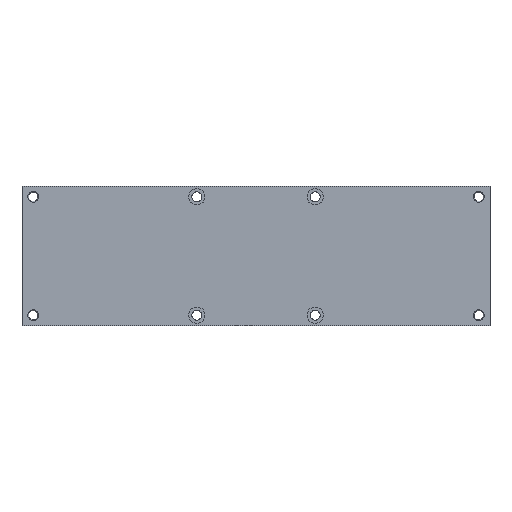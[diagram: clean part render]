
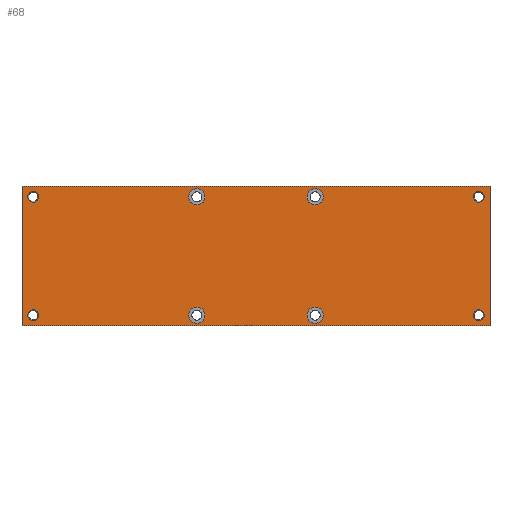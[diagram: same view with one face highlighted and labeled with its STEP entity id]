
A CAD part, top view. The second image highlights one B-rep face of the part: STEP entity #68.
In plain terms, the highlighted planar face has unit normal (0, 0, 1).
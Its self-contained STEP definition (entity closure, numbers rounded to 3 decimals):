
#68 = ADVANCED_FACE( '', ( #159, #160, #161, #162, #163, #164, #165, #166, #167 ), #168, .F. );
#159 = FACE_BOUND( '', #296, .T. );
#160 = FACE_BOUND( '', #297, .T. );
#161 = FACE_BOUND( '', #298, .T. );
#162 = FACE_BOUND( '', #299, .T. );
#163 = FACE_BOUND( '', #300, .T. );
#164 = FACE_BOUND( '', #301, .T. );
#165 = FACE_BOUND( '', #302, .T. );
#166 = FACE_BOUND( '', #303, .T. );
#167 = FACE_OUTER_BOUND( '', #304, .T. );
#168 = PLANE( '', #305 );
#296 = EDGE_LOOP( '', ( #441 ) );
#297 = EDGE_LOOP( '', ( #442 ) );
#298 = EDGE_LOOP( '', ( #443 ) );
#299 = EDGE_LOOP( '', ( #444 ) );
#300 = EDGE_LOOP( '', ( #445 ) );
#301 = EDGE_LOOP( '', ( #446 ) );
#302 = EDGE_LOOP( '', ( #447 ) );
#303 = EDGE_LOOP( '', ( #448 ) );
#304 = EDGE_LOOP( '', ( #449, #450, #451, #452 ) );
#305 = AXIS2_PLACEMENT_3D( '', #453, #454, #455 );
#441 = ORIENTED_EDGE( '', *, *, #628, .T. );
#442 = ORIENTED_EDGE( '', *, *, #629, .F. );
#443 = ORIENTED_EDGE( '', *, *, #613, .F. );
#444 = ORIENTED_EDGE( '', *, *, #625, .T. );
#445 = ORIENTED_EDGE( '', *, *, #630, .T. );
#446 = ORIENTED_EDGE( '', *, *, #610, .F. );
#447 = ORIENTED_EDGE( '', *, *, #631, .F. );
#448 = ORIENTED_EDGE( '', *, *, #632, .T. );
#449 = ORIENTED_EDGE( '', *, *, #633, .F. );
#450 = ORIENTED_EDGE( '', *, *, #634, .F. );
#451 = ORIENTED_EDGE( '', *, *, #635, .F. );
#452 = ORIENTED_EDGE( '', *, *, #636, .F. );
#453 = CARTESIAN_POINT( '', ( -261., 78., 15.5 ) );
#454 = DIRECTION( '', ( 0., 0., -1. ) );
#455 = DIRECTION( '', ( 0., 1., 0. ) );
#610 = EDGE_CURVE( '', #686, #686, #687, .T. );
#613 = EDGE_CURVE( '', #691, #691, #692, .T. );
#625 = EDGE_CURVE( '', #711, #711, #712, .T. );
#628 = EDGE_CURVE( '', #716, #716, #717, .T. );
#629 = EDGE_CURVE( '', #718, #718, #719, .T. );
#630 = EDGE_CURVE( '', #720, #720, #721, .T. );
#631 = EDGE_CURVE( '', #722, #722, #723, .T. );
#632 = EDGE_CURVE( '', #724, #724, #725, .T. );
#633 = EDGE_CURVE( '', #726, #727, #728, .T. );
#634 = EDGE_CURVE( '', #729, #726, #730, .T. );
#635 = EDGE_CURVE( '', #731, #729, #732, .T. );
#636 = EDGE_CURVE( '', #727, #731, #733, .T. );
#686 = VERTEX_POINT( '', #800 );
#687 = CIRCLE( '', #801, 6. );
#691 = VERTEX_POINT( '', #805 );
#692 = CIRCLE( '', #806, 9. );
#711 = VERTEX_POINT( '', #825 );
#712 = CIRCLE( '', #826, 9. );
#716 = VERTEX_POINT( '', #830 );
#717 = CIRCLE( '', #831, 9. );
#718 = VERTEX_POINT( '', #832 );
#719 = CIRCLE( '', #833, 9. );
#720 = VERTEX_POINT( '', #834 );
#721 = CIRCLE( '', #835, 6. );
#722 = VERTEX_POINT( '', #836 );
#723 = CIRCLE( '', #837, 6. );
#724 = VERTEX_POINT( '', #838 );
#725 = CIRCLE( '', #839, 6. );
#726 = VERTEX_POINT( '', #840 );
#727 = VERTEX_POINT( '', #841 );
#728 = LINE( '', #842, #843 );
#729 = VERTEX_POINT( '', #844 );
#730 = LINE( '', #845, #846 );
#731 = VERTEX_POINT( '', #847 );
#732 = LINE( '', #848, #849 );
#733 = LINE( '', #850, #851 );
#800 = CARTESIAN_POINT( '', ( 254.5, -66., 15.5 ) );
#801 = AXIS2_PLACEMENT_3D( '', #926, #927, #928 );
#805 = CARTESIAN_POINT( '', ( -75., 66., 15.5 ) );
#806 = AXIS2_PLACEMENT_3D( '', #932, #933, #934 );
#825 = CARTESIAN_POINT( '', ( 75., 66., 15.5 ) );
#826 = AXIS2_PLACEMENT_3D( '', #956, #957, #958 );
#830 = CARTESIAN_POINT( '', ( -75., -66., 15.5 ) );
#831 = AXIS2_PLACEMENT_3D( '', #962, #963, #964 );
#832 = CARTESIAN_POINT( '', ( 75., -66., 15.5 ) );
#833 = AXIS2_PLACEMENT_3D( '', #965, #966, #967 );
#834 = CARTESIAN_POINT( '', ( -254.5, -66., 15.5 ) );
#835 = AXIS2_PLACEMENT_3D( '', #968, #969, #970 );
#836 = CARTESIAN_POINT( '', ( -254.5, 66., 15.5 ) );
#837 = AXIS2_PLACEMENT_3D( '', #971, #972, #973 );
#838 = CARTESIAN_POINT( '', ( 254.5, 66., 15.5 ) );
#839 = AXIS2_PLACEMENT_3D( '', #974, #975, #976 );
#840 = CARTESIAN_POINT( '', ( -261., -78., 15.5 ) );
#841 = CARTESIAN_POINT( '', ( -261., 78., 15.5 ) );
#842 = CARTESIAN_POINT( '', ( -261., -78., 15.5 ) );
#843 = VECTOR( '', #977, 1000. );
#844 = CARTESIAN_POINT( '', ( 261., -78., 15.5 ) );
#845 = CARTESIAN_POINT( '', ( 261., -78., 15.5 ) );
#846 = VECTOR( '', #978, 1000. );
#847 = CARTESIAN_POINT( '', ( 261., 78., 15.5 ) );
#848 = CARTESIAN_POINT( '', ( 261., 78., 15.5 ) );
#849 = VECTOR( '', #979, 1000. );
#850 = CARTESIAN_POINT( '', ( -261., 78., 15.5 ) );
#851 = VECTOR( '', #980, 1000. );
#926 = CARTESIAN_POINT( '', ( 248.5, -66., 15.5 ) );
#927 = DIRECTION( '', ( 0., 0., 1. ) );
#928 = DIRECTION( '', ( 1., 0., 0. ) );
#932 = CARTESIAN_POINT( '', ( -66., 66., 15.5 ) );
#933 = DIRECTION( '', ( 0., 0., 1. ) );
#934 = DIRECTION( '', ( -1., 0., 0. ) );
#956 = CARTESIAN_POINT( '', ( 66., 66., 15.5 ) );
#957 = DIRECTION( '', ( 0., 0., -1. ) );
#958 = DIRECTION( '', ( 1., 0., 0. ) );
#962 = CARTESIAN_POINT( '', ( -66., -66., 15.5 ) );
#963 = DIRECTION( '', ( 0., 0., -1. ) );
#964 = DIRECTION( '', ( -1., 0., 0. ) );
#965 = CARTESIAN_POINT( '', ( 66., -66., 15.5 ) );
#966 = DIRECTION( '', ( 0., 0., 1. ) );
#967 = DIRECTION( '', ( 1., 0., 0. ) );
#968 = CARTESIAN_POINT( '', ( -248.5, -66., 15.5 ) );
#969 = DIRECTION( '', ( 0., 0., -1. ) );
#970 = DIRECTION( '', ( -1., 0., 0. ) );
#971 = CARTESIAN_POINT( '', ( -248.5, 66., 15.5 ) );
#972 = DIRECTION( '', ( 0., 0., 1. ) );
#973 = DIRECTION( '', ( -1., 0., 0. ) );
#974 = CARTESIAN_POINT( '', ( 248.5, 66., 15.5 ) );
#975 = DIRECTION( '', ( 0., 0., -1. ) );
#976 = DIRECTION( '', ( 1., 0., 0. ) );
#977 = DIRECTION( '', ( 0., 1., 0. ) );
#978 = DIRECTION( '', ( -1., 0., 0. ) );
#979 = DIRECTION( '', ( 0., -1., 0. ) );
#980 = DIRECTION( '', ( 1., 0., 0. ) );
